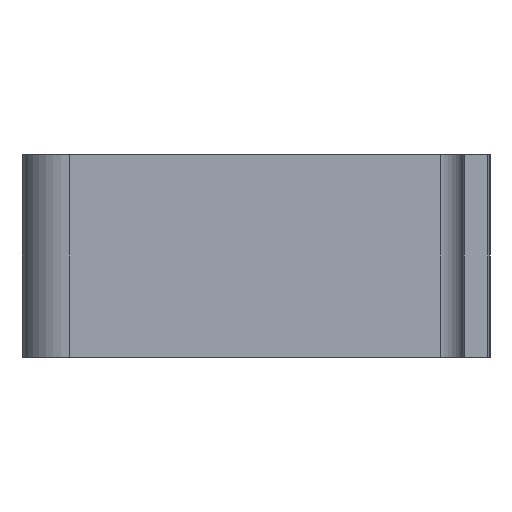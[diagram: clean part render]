
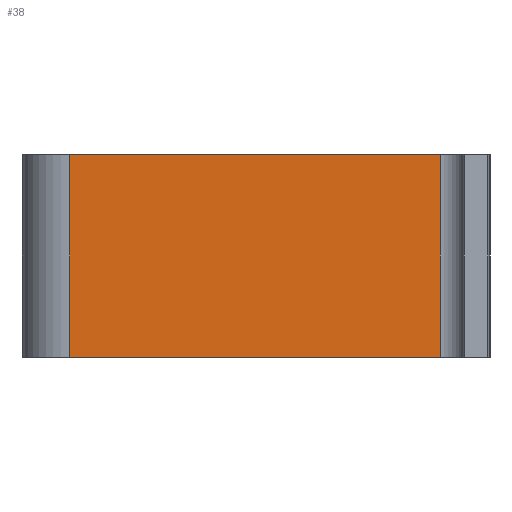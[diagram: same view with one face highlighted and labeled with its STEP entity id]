
A CAD part, front view. The second image highlights one B-rep face of the part: STEP entity #38.
In plain terms, the highlighted planar face has unit normal (0, -1, 0).
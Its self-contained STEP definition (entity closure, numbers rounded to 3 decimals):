
#36 = EDGE_LOOP ( 'NONE', ( #180, #43, #1137, #925 ) ) ;
#38 = ADVANCED_FACE ( 'NONE', ( #273 ), #365, .F. ) ;
#43 = ORIENTED_EDGE ( 'NONE', *, *, #652, .T. ) ;
#136 = EDGE_CURVE ( 'NONE', #1026, #1059, #528, .T. ) ;
#180 = ORIENTED_EDGE ( 'NONE', *, *, #984, .F. ) ;
#265 = VECTOR ( 'NONE', #924, 1000. ) ;
#266 = VECTOR ( 'NONE', #275, 1000. ) ;
#273 = FACE_OUTER_BOUND ( 'NONE', #36, .T. ) ;
#275 = DIRECTION ( 'NONE',  ( 1., 0., 0. ) ) ;
#290 = CARTESIAN_POINT ( 'NONE',  ( 69.666, 0., 12.7 ) ) ;
#365 = PLANE ( 'NONE',  #410 ) ;
#371 = DIRECTION ( 'NONE',  ( 0., 1., 0. ) ) ;
#391 = CARTESIAN_POINT ( 'NONE',  ( 69.666, 0., -12.7 ) ) ;
#400 = LINE ( 'NONE', #887, #599 ) ;
#410 = AXIS2_PLACEMENT_3D ( 'NONE', #1264, #371, #680 ) ;
#479 = CARTESIAN_POINT ( 'NONE',  ( 116.192, 0., -12.7 ) ) ;
#528 = LINE ( 'NONE', #1148, #265 ) ;
#541 = EDGE_CURVE ( 'NONE', #1059, #754, #871, .T. ) ;
#542 = CARTESIAN_POINT ( 'NONE',  ( 0., 0., -12.7 ) ) ;
#592 = VERTEX_POINT ( 'NONE', #479 ) ;
#599 = VECTOR ( 'NONE', #605, 1000. ) ;
#605 = DIRECTION ( 'NONE',  ( 0., 0., 1. ) ) ;
#647 = LINE ( 'NONE', #542, #848 ) ;
#652 = EDGE_CURVE ( 'NONE', #592, #754, #400, .T. ) ;
#680 = DIRECTION ( 'NONE',  ( 0., 0., 1. ) ) ;
#752 = DIRECTION ( 'NONE',  ( -1., 0., 0. ) ) ;
#754 = VERTEX_POINT ( 'NONE', #922 ) ;
#848 = VECTOR ( 'NONE', #752, 1000. ) ;
#871 = LINE ( 'NONE', #1069, #266 ) ;
#887 = CARTESIAN_POINT ( 'NONE',  ( 116.192, 0., 0. ) ) ;
#922 = CARTESIAN_POINT ( 'NONE',  ( 116.192, 0., 12.7 ) ) ;
#924 = DIRECTION ( 'NONE',  ( 0., 0., 1. ) ) ;
#925 = ORIENTED_EDGE ( 'NONE', *, *, #136, .F. ) ;
#984 = EDGE_CURVE ( 'NONE', #592, #1026, #647, .T. ) ;
#1026 = VERTEX_POINT ( 'NONE', #391 ) ;
#1059 = VERTEX_POINT ( 'NONE', #290 ) ;
#1069 = CARTESIAN_POINT ( 'NONE',  ( 0., 0., 12.7 ) ) ;
#1137 = ORIENTED_EDGE ( 'NONE', *, *, #541, .F. ) ;
#1148 = CARTESIAN_POINT ( 'NONE',  ( 69.666, 0., 0. ) ) ;
#1264 = CARTESIAN_POINT ( 'NONE',  ( 0., 0., 0. ) ) ;
